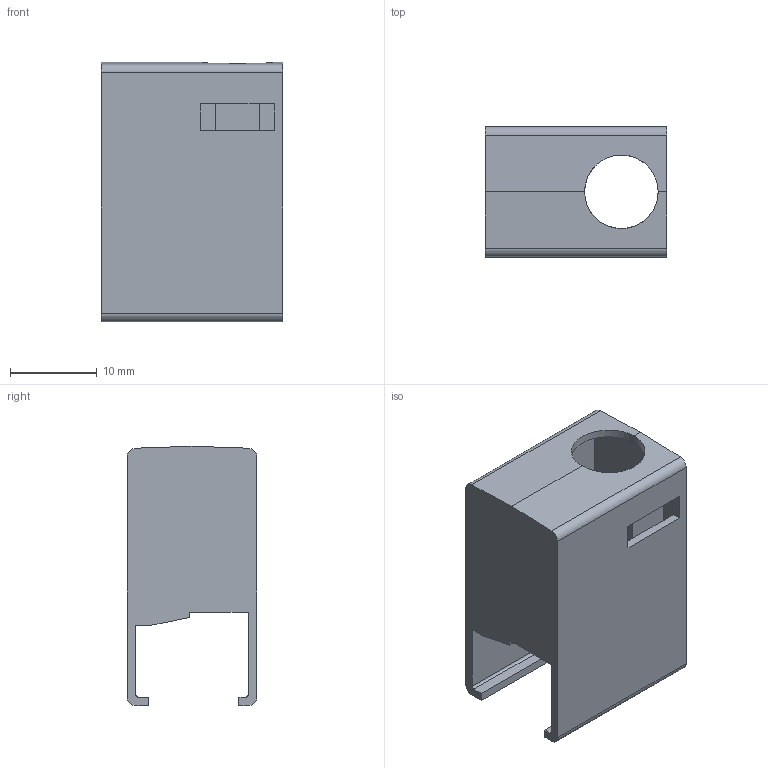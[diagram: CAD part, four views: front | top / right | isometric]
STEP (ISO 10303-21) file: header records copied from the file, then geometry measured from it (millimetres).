
FILE_DESCRIPTION(('CATIA V5 STEP Exchange','CAx-IF Rec.Pracs.--- Model Styling and Organization---1.2---2011-12-15'),'2;1');
FILE_NAME ('D1455302_0_1745610000_1745610000.stp','2018-09-19T03:37:52+00:00',('none'),('Weidmueller'),'CATIA Version 5-6 Release 2014','CATIA V5 STEP AP214','none');
FILE_SCHEMA(('AUTOMOTIVE_DESIGN { 1 0 10303 214 1 1 1 1 }'));
Length unit declared in the file: millimetre
Products named in the file (1): 1745610000
Bounding box: 21 x 15 x 30 mm (x, y, z)
Volume: 1957.7 mm3; surface area: 4140.5 mm2
Topology: 1 solids, 1 shells, 48 faces, 151 edges, 98 vertices
Faces by surface type: plane 40, cylinder 8
Entity records: 1677 total; most frequent: CARTESIAN_POINT 336, ORIENTED_EDGE 302, DIRECTION 229, EDGE_CURVE 151, VECTOR 135, LINE 135, VERTEX_POINT 98, AXIS2_PLACEMENT_3D 55
